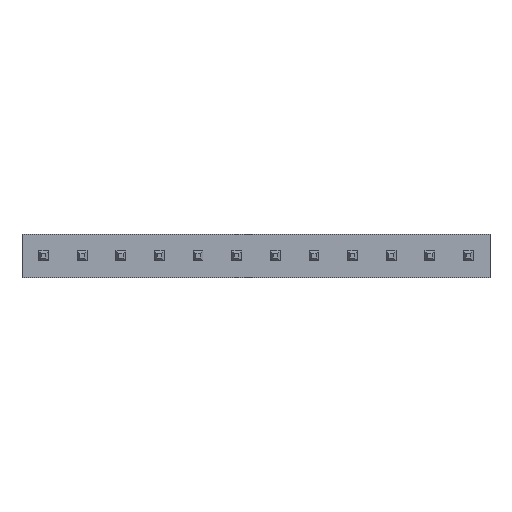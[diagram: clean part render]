
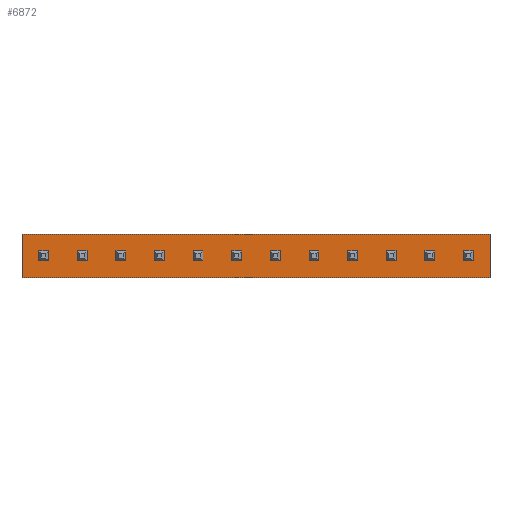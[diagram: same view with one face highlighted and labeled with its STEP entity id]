
A CAD part, top view. The second image highlights one B-rep face of the part: STEP entity #6872.
In plain terms, the highlighted planar face has unit normal (0, 0, 1).
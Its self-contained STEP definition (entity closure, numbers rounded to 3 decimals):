
#6747 = CARTESIAN_POINT ( 'NONE',  ( 29.36, 1.42, 2.54 ) ) ;
#6748 = VERTEX_POINT ( 'NONE', #6747 ) ;
#6755 = CARTESIAN_POINT ( 'NONE',  ( 29.36, -1.42, 2.54 ) ) ;
#6756 = VERTEX_POINT ( 'NONE', #6755 ) ;
#6757 = CARTESIAN_POINT ( 'NONE',  ( 29.36, -1.42, 2.54 ) ) ;
#6758 = DIRECTION ( 'NONE',  ( 0., 1., 0. ) ) ;
#6759 = VECTOR ( 'NONE', #6758, 1000. ) ;
#6760 = LINE ( 'NONE', #6757, #6759 ) ;
#6761 = EDGE_CURVE ( 'NONE', #6756, #6748, #6760, .T. ) ;
#6785 = CARTESIAN_POINT ( 'NONE',  ( -1.42, 1.42, 2.54 ) ) ;
#6786 = VERTEX_POINT ( 'NONE', #6785 ) ;
#6793 = CARTESIAN_POINT ( 'NONE',  ( -1.42, 1.42, 2.54 ) ) ;
#6794 = DIRECTION ( 'NONE',  ( -1., 0., 0. ) ) ;
#6795 = VECTOR ( 'NONE', #6794, 1000. ) ;
#6796 = LINE ( 'NONE', #6793, #6795 ) ;
#6797 = EDGE_CURVE ( 'NONE', #6748, #6786, #6796, .T. ) ;
#6816 = CARTESIAN_POINT ( 'NONE',  ( -1.42, -1.42, 2.54 ) ) ;
#6817 = VERTEX_POINT ( 'NONE', #6816 ) ;
#6824 = CARTESIAN_POINT ( 'NONE',  ( -1.42, -1.42, 2.54 ) ) ;
#6825 = DIRECTION ( 'NONE',  ( 0., -1., 0. ) ) ;
#6826 = VECTOR ( 'NONE', #6825, 1000. ) ;
#6827 = LINE ( 'NONE', #6824, #6826 ) ;
#6828 = EDGE_CURVE ( 'NONE', #6786, #6817, #6827, .T. ) ;
#6846 = CARTESIAN_POINT ( 'NONE',  ( -1.42, -1.42, 2.54 ) ) ;
#6847 = DIRECTION ( 'NONE',  ( 1., 0., 0. ) ) ;
#6848 = VECTOR ( 'NONE', #6847, 1000. ) ;
#6849 = LINE ( 'NONE', #6846, #6848 ) ;
#6850 = EDGE_CURVE ( 'NONE', #6817, #6756, #6849, .T. ) ;
#6861 = ORIENTED_EDGE ( 'NONE', *, *, #6761, .T. ) ;
#6862 = ORIENTED_EDGE ( 'NONE', *, *, #6797, .T. ) ;
#6863 = ORIENTED_EDGE ( 'NONE', *, *, #6828, .T. ) ;
#6864 = ORIENTED_EDGE ( 'NONE', *, *, #6850, .T. ) ;
#6865 = EDGE_LOOP ( 'NONE', ( #6861, #6862, #6863, #6864 ) ) ;
#6866 = FACE_OUTER_BOUND ( 'NONE', #6865, .T. ) ;
#6867 = CARTESIAN_POINT ( 'NONE',  ( 13.97, 0., 2.54 ) ) ;
#6868 = DIRECTION ( 'NONE',  ( 0., 0., -1. ) ) ;
#6869 = DIRECTION ( 'NONE',  ( 0., 1., 0. ) ) ;
#6870 = AXIS2_PLACEMENT_3D ( 'NONE', #6867, #6868, #6869 ) ;
#6871 = PLANE ( 'NONE', #6870 ) ;
#6872 = ADVANCED_FACE ( 'NONE', ( #6866 ), #6871, .F. ) ;
